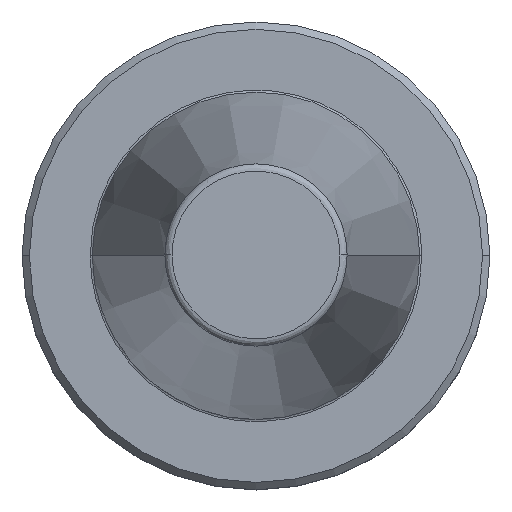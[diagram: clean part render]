
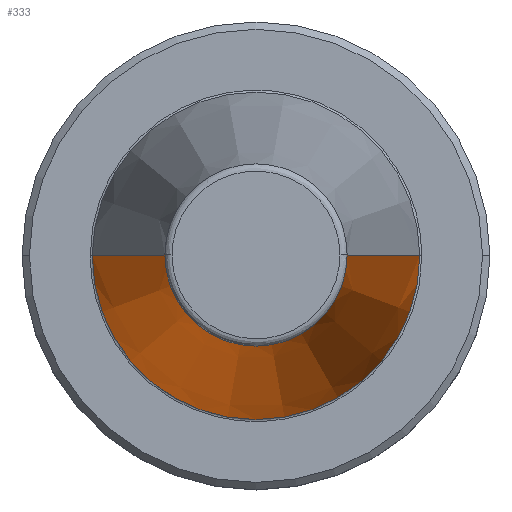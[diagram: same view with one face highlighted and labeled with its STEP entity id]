
A CAD part, top view. The second image highlights one B-rep face of the part: STEP entity #333.
In plain terms, the highlighted conical face has half-angle 8.297 degrees and reference radius 22.225 mm.
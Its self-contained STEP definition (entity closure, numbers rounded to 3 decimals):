
#11 = DIRECTION ( 'NONE',  ( -1., 0., 0. ) ) ;
#12 = DIRECTION ( 'NONE',  ( 0., 0., -1. ) ) ;
#17 = CARTESIAN_POINT ( 'NONE',  ( 0., 0., 67.544 ) ) ;
#26 = ORIENTED_EDGE ( 'NONE', *, *, #1521, .F. ) ;
#102 = CARTESIAN_POINT ( 'NONE',  ( 22.225, 0., 0. ) ) ;
#136 = VERTEX_POINT ( 'NONE', #1117 ) ;
#158 = DIRECTION ( 'NONE',  ( 0., 0., -1. ) ) ;
#159 = CARTESIAN_POINT ( 'NONE',  ( 0., 0., 0. ) ) ;
#164 = LINE ( 'NONE', #515, #700 ) ;
#182 = CARTESIAN_POINT ( 'NONE',  ( 12.375, 0., 67.544 ) ) ;
#212 = DIRECTION ( 'NONE',  ( -1., 0., 0. ) ) ;
#222 = AXIS2_PLACEMENT_3D ( 'NONE', #17, #12, #11 ) ;
#256 = CIRCLE ( 'NONE', #1325, 22.225 ) ;
#333 = ADVANCED_FACE ( 'NONE', ( #448 ), #1180, .T. ) ;
#414 = CARTESIAN_POINT ( 'NONE',  ( -22.225, 0., 0. ) ) ;
#448 = FACE_OUTER_BOUND ( 'NONE', #1350, .T. ) ;
#469 = DIRECTION ( 'NONE',  ( -0.144, 0., -0.99 ) ) ;
#515 = CARTESIAN_POINT ( 'NONE',  ( 22.225, 0., 0. ) ) ;
#557 = ORIENTED_EDGE ( 'NONE', *, *, #1408, .T. ) ;
#645 = VECTOR ( 'NONE', #469, 1000. ) ;
#700 = VECTOR ( 'NONE', #1272, 1000. ) ;
#729 = DIRECTION ( 'NONE',  ( 1., 0., 0. ) ) ;
#795 = VERTEX_POINT ( 'NONE', #1341 ) ;
#849 = EDGE_CURVE ( 'NONE', #1347, #136, #256, .T. ) ;
#885 = EDGE_CURVE ( 'NONE', #795, #136, #1208, .T. ) ;
#923 = CIRCLE ( 'NONE', #222, 12.375 ) ;
#947 = ORIENTED_EDGE ( 'NONE', *, *, #885, .T. ) ;
#1010 = DIRECTION ( 'NONE',  ( 0., 0., -1. ) ) ;
#1064 = ORIENTED_EDGE ( 'NONE', *, *, #849, .F. ) ;
#1117 = CARTESIAN_POINT ( 'NONE',  ( -22.225, 0., 0. ) ) ;
#1180 = CONICAL_SURFACE ( 'NONE', #1509, 22.225, 0.145 ) ;
#1208 = LINE ( 'NONE', #414, #645 ) ;
#1272 = DIRECTION ( 'NONE',  ( 0.144, 0., -0.99 ) ) ;
#1322 = VERTEX_POINT ( 'NONE', #182 ) ;
#1325 = AXIS2_PLACEMENT_3D ( 'NONE', #1333, #1010, #729 ) ;
#1333 = CARTESIAN_POINT ( 'NONE',  ( 0., 0., 0. ) ) ;
#1341 = CARTESIAN_POINT ( 'NONE',  ( -12.375, 0., 67.544 ) ) ;
#1347 = VERTEX_POINT ( 'NONE', #102 ) ;
#1350 = EDGE_LOOP ( 'NONE', ( #26, #557, #947, #1064 ) ) ;
#1408 = EDGE_CURVE ( 'NONE', #1322, #795, #923, .T. ) ;
#1509 = AXIS2_PLACEMENT_3D ( 'NONE', #159, #158, #212 ) ;
#1521 = EDGE_CURVE ( 'NONE', #1322, #1347, #164, .T. ) ;
